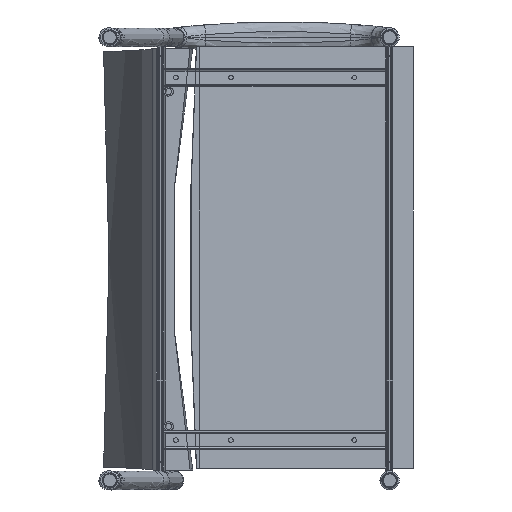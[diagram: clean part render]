
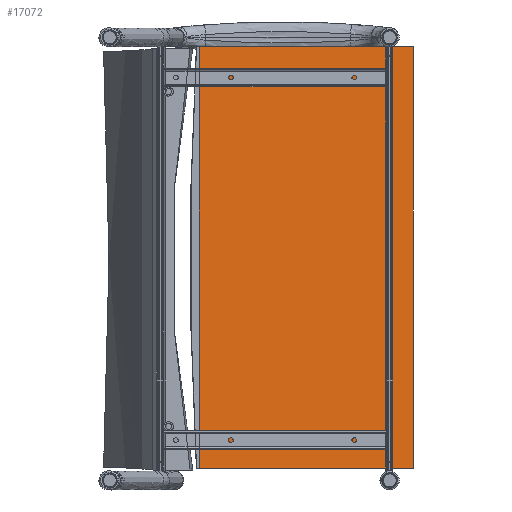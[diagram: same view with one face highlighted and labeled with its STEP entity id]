
A CAD part, front view. The second image highlights one B-rep face of the part: STEP entity #17072.
In plain terms, the highlighted face is planar.
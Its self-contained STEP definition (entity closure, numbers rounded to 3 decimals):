
#1066=LINE('',#27524,#1767);
#1067=LINE('',#27527,#1768);
#1071=LINE('',#27535,#1772);
#1072=LINE('',#27536,#1773);
#1767=VECTOR('',#20929,0.394);
#1768=VECTOR('',#20932,0.394);
#1772=VECTOR('',#20938,0.394);
#1773=VECTOR('',#20939,0.394);
#2444=PLANE('',#18514);
#2925=FACE_OUTER_BOUND('',#4267,.T.);
#4267=EDGE_LOOP('',(#12101,#12102,#12103,#12104));
#7513=VERTEX_POINT('',#27518);
#7515=VERTEX_POINT('',#27522);
#7516=VERTEX_POINT('',#27526);
#7519=VERTEX_POINT('',#27534);
#9115=EDGE_CURVE('',#7513,#7515,#1066,.T.);
#9116=EDGE_CURVE('',#7513,#7516,#1067,.T.);
#9120=EDGE_CURVE('',#7519,#7515,#1071,.T.);
#9121=EDGE_CURVE('',#7519,#7516,#1072,.T.);
#12101=ORIENTED_EDGE('',*,*,#9115,.T.);
#12102=ORIENTED_EDGE('',*,*,#9120,.F.);
#12103=ORIENTED_EDGE('',*,*,#9121,.T.);
#12104=ORIENTED_EDGE('',*,*,#9116,.F.);
#17072=ADVANCED_FACE('',(#2925),#2444,.F.);
#18514=AXIS2_PLACEMENT_3D('',#27533,#20936,#20937);
#20929=DIRECTION('',(0.,-1.,0.));
#20932=DIRECTION('',(-0.999,0.,-0.043));
#20936=DIRECTION('center_axis',(-0.043,0.,
0.999));
#20937=DIRECTION('ref_axis',(-0.999,0.,-0.043));
#20938=DIRECTION('',(0.999,0.,0.043));
#20939=DIRECTION('',(0.,1.,0.));
#27518=CARTESIAN_POINT('',(8.991,23.614,-1.257));
#27522=CARTESIAN_POINT('',(8.991,-10.386,-1.257));
#27524=CARTESIAN_POINT('',(8.991,6.614,-1.257));
#27526=CARTESIAN_POINT('',(-8.349,23.614,-2.));
#27527=CARTESIAN_POINT('',(9.178,23.614,-1.249));
#27533=CARTESIAN_POINT('Origin',(9.151,23.614,-1.25));
#27534=CARTESIAN_POINT('',(-8.349,-10.386,-2.));
#27535=CARTESIAN_POINT('',(0.444,-10.386,-1.623));
#27536=CARTESIAN_POINT('',(-8.349,-10.386,-2.));
